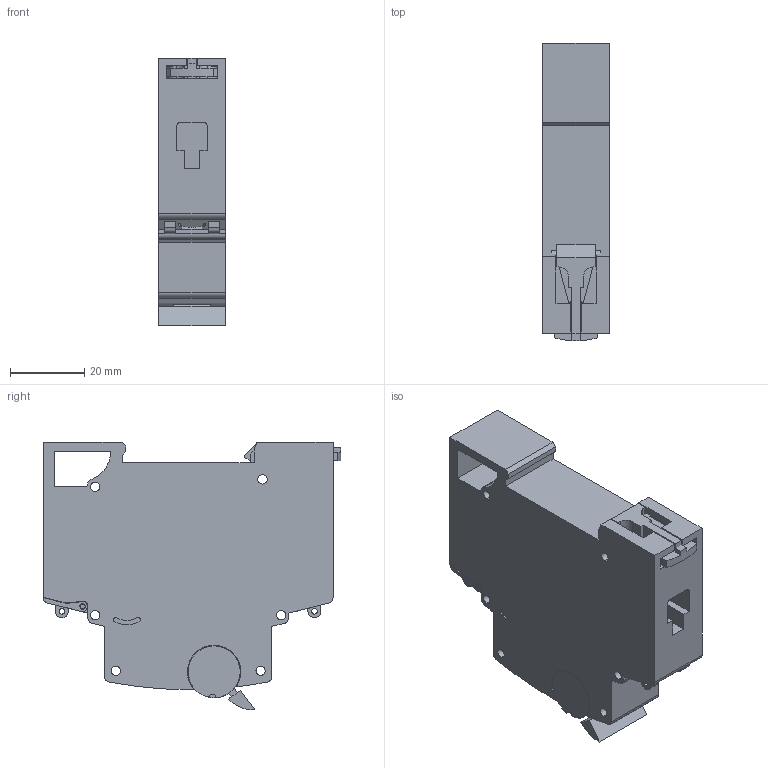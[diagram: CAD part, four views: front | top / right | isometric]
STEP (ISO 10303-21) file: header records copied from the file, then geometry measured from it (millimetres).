
FILE_DESCRIPTION (( 'STEP AP203' ), '1' );
FILE_NAME ('臍 47-63 1P EKF PROxima.STEP', '2016-11-11T13:17:41', ( '' ), ( '' ), 'SwSTEP 2.0', 'SolidWorks 2014', '' );
FILE_SCHEMA (( 'CONFIG_CONTROL_DESIGN' ));
Length unit declared in the file: millimetre
Products named in the file (4): 臍 47-63 EKF PROxima; 櫻蠉錪2; 櫻蠉錪1; 臍 47-63 1P EKF PROxima
Assembly tree (3 placements, depth 2):
  臍 47-63 1P EKF PROxima
    臍 47-63 EKF PROxima
    櫻蠉錪2
    櫻蠉錪1
Bounding box: 18 x 80.06 x 72 mm (x, y, z)
Volume: 72560.9 mm3; surface area: 18393.7 mm2
Topology: 3 solids, 3 shells, 292 faces, 813 edges, 534 vertices
Faces by surface type: plane 191, cylinder 101
Entity records: 9825 total; most frequent: CARTESIAN_POINT 1645, DIRECTION 1643, ORIENTED_EDGE 1626, EDGE_CURVE 813, VECTOR 579, LINE 579, VERTEX_POINT 534, AXIS2_PLACEMENT_3D 532
